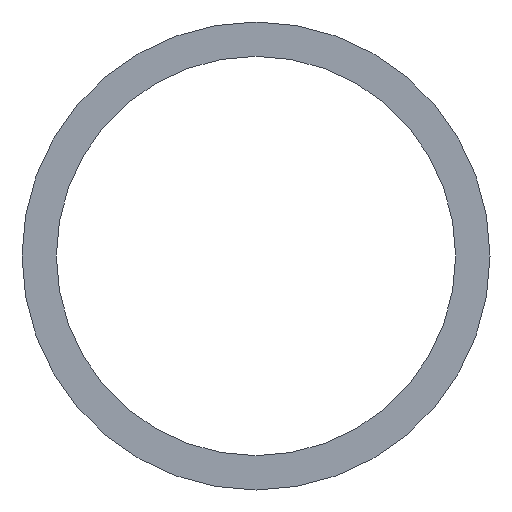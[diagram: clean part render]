
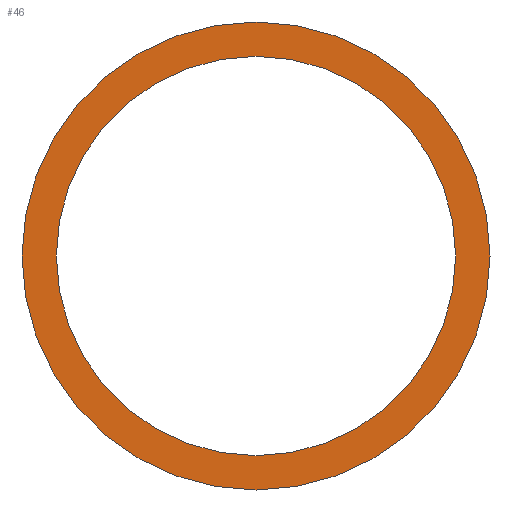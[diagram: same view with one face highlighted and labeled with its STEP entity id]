
A CAD part, front view. The second image highlights one B-rep face of the part: STEP entity #46.
In plain terms, the highlighted planar face has unit normal (0, -1, 0).
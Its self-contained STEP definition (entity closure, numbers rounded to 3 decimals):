
#46=ADVANCED_FACE('',(#53,#54),#55,.F.);
#53=FACE_OUTER_BOUND('',#67,.T.);
#54=FACE_BOUND('',#68,.T.);
#55=PLANE('',#69);
#67=EDGE_LOOP('',(#81,#82));
#68=EDGE_LOOP('',(#83,#84));
#69=AXIS2_PLACEMENT_3D('',#85,#86,#87);
#81=ORIENTED_EDGE('',*,*,#123,.F.);
#82=ORIENTED_EDGE('',*,*,#124,.F.);
#83=ORIENTED_EDGE('',*,*,#125,.F.);
#84=ORIENTED_EDGE('',*,*,#126,.F.);
#85=CARTESIAN_POINT('',(0.0,0.0,0.0));
#86=DIRECTION('',(0.0,1.0,0.0));
#87=DIRECTION('',(1.0,0.0,-0.0));
#123=EDGE_CURVE('',#135,#136,#137,.T.);
#124=EDGE_CURVE('',#136,#135,#138,.T.);
#125=EDGE_CURVE('',#139,#140,#141,.T.);
#126=EDGE_CURVE('',#140,#139,#142,.T.);
#135=VERTEX_POINT('',#155);
#136=VERTEX_POINT('',#156);
#137=CIRCLE('',#157,16.0);
#138=CIRCLE('',#158,16.0);
#139=VERTEX_POINT('',#159);
#140=VERTEX_POINT('',#160);
#141=CIRCLE('',#161,13.65);
#142=CIRCLE('',#162,13.65);
#155=CARTESIAN_POINT('',(-16.0,0.0,0.0));
#156=CARTESIAN_POINT('',(16.0,0.0,0.0));
#157=AXIS2_PLACEMENT_3D('',#179,#180,#181);
#158=AXIS2_PLACEMENT_3D('',#182,#183,#184);
#159=CARTESIAN_POINT('',(-13.65,0.0,0.0));
#160=CARTESIAN_POINT('',(13.65,0.0,0.0));
#161=AXIS2_PLACEMENT_3D('',#185,#186,#187);
#162=AXIS2_PLACEMENT_3D('',#188,#189,#190);
#179=CARTESIAN_POINT('',(0.0,0.0,0.0));
#180=DIRECTION('',(0.0,1.0,0.0));
#181=DIRECTION('',(-1.0,0.0,0.0));
#182=CARTESIAN_POINT('',(0.0,0.0,0.0));
#183=DIRECTION('',(-0.0,1.0,0.0));
#184=DIRECTION('',(1.0,0.0,0.0));
#185=CARTESIAN_POINT('',(0.0,0.0,0.0));
#186=DIRECTION('',(0.0,-1.0,0.0));
#187=DIRECTION('',(-1.0,0.0,0.0));
#188=CARTESIAN_POINT('',(0.0,0.0,0.0));
#189=DIRECTION('',(0.0,-1.0,0.0));
#190=DIRECTION('',(1.0,0.0,0.0));
